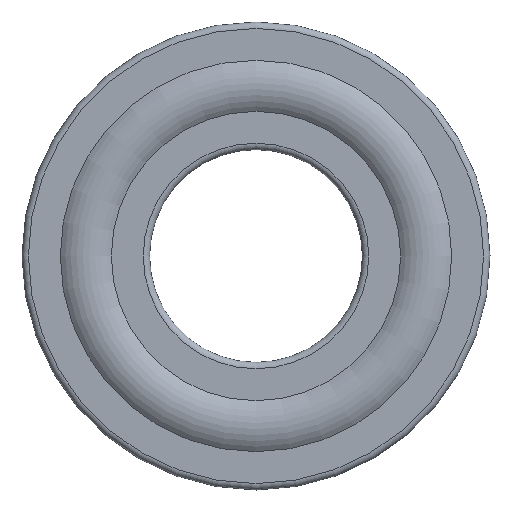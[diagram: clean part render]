
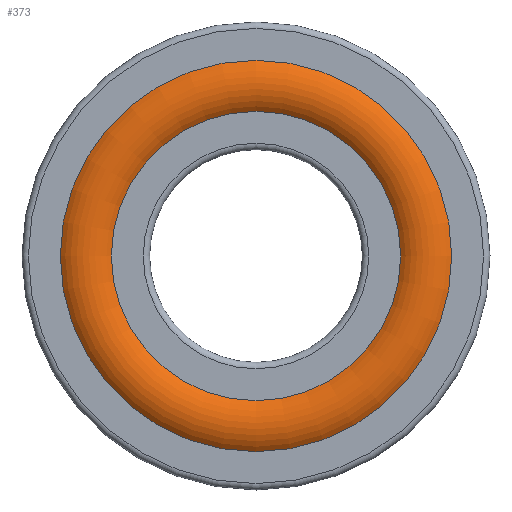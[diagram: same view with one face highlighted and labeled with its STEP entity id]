
A CAD part, left-side view. The second image highlights one B-rep face of the part: STEP entity #373.
In plain terms, the highlighted toroidal (fillet/blend) face has major radius 4 mm and minor radius 0.9 mm.
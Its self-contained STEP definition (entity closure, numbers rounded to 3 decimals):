
#192=CARTESIAN_POINT('',(-0.671,0.,-3.4));
#193=VERTEX_POINT('',#192);
#210=CARTESIAN_POINT('',(-0.671,0.,3.4));
#211=VERTEX_POINT('',#210);
#212=CARTESIAN_POINT('',(-0.671,0.0,0.0));
#213=DIRECTION('',(1.0,0.0,0.0));
#214=DIRECTION('',(0.0,0.0,-1.0));
#215=AXIS2_PLACEMENT_3D('',#212,#213,#214);
#216=CIRCLE('',#215,3.4);
#217=EDGE_CURVE('',#211,#193,#216,.T.);
#219=CARTESIAN_POINT('',(-0.671,0.0,0.0));
#220=DIRECTION('',(1.0,0.0,0.0));
#221=DIRECTION('',(0.0,0.0,-1.0));
#222=AXIS2_PLACEMENT_3D('',#219,#220,#221);
#223=CIRCLE('',#222,3.4);
#224=EDGE_CURVE('',#193,#211,#223,.T.);
#338=CARTESIAN_POINT('',(0.0,0.0,0.0));
#339=DIRECTION('',(-1.0,0.0,0.0));
#340=DIRECTION('',(0.0,0.0,1.0));
#341=AXIS2_PLACEMENT_3D('',#338,#339,#340);
#342=TOROIDAL_SURFACE('',#341,4.0,0.9);
#343=CARTESIAN_POINT('',(-0.671,0.,4.6));
#344=VERTEX_POINT('',#343);
#345=CARTESIAN_POINT('',(0.0,0.0,4.0));
#346=DIRECTION('',(-0.0,1.0,-0.0));
#347=DIRECTION('',(0.0,0.0,1.0));
#348=AXIS2_PLACEMENT_3D('',#345,#346,#347);
#349=CIRCLE('',#348,0.9);
#350=EDGE_CURVE('',#211,#344,#349,.T.);
#351=ORIENTED_EDGE('',*,*,#350,.T.);
#352=CARTESIAN_POINT('',(-0.671,0.,-4.6));
#353=VERTEX_POINT('',#352);
#354=CARTESIAN_POINT('',(-0.671,0.0,0.0));
#355=DIRECTION('',(-1.0,-0.0,-0.0));
#356=DIRECTION('',(0.0,0.0,-1.0));
#357=AXIS2_PLACEMENT_3D('',#354,#355,#356);
#358=CIRCLE('',#357,4.6);
#359=EDGE_CURVE('',#344,#353,#358,.T.);
#360=ORIENTED_EDGE('',*,*,#359,.T.);
#361=CARTESIAN_POINT('',(-0.671,0.0,0.0));
#362=DIRECTION('',(-1.0,-0.0,-0.0));
#363=DIRECTION('',(0.0,0.0,-1.0));
#364=AXIS2_PLACEMENT_3D('',#361,#362,#363);
#365=CIRCLE('',#364,4.6);
#366=EDGE_CURVE('',#353,#344,#365,.T.);
#367=ORIENTED_EDGE('',*,*,#366,.T.);
#368=ORIENTED_EDGE('',*,*,#350,.F.);
#369=ORIENTED_EDGE('',*,*,#217,.T.);
#370=ORIENTED_EDGE('',*,*,#224,.T.);
#371=EDGE_LOOP('',(#351,#360,#367,#368,#369,#370));
#372=FACE_BOUND('',#371,.T.);
#373=ADVANCED_FACE('',(#372),#342,.T.);
